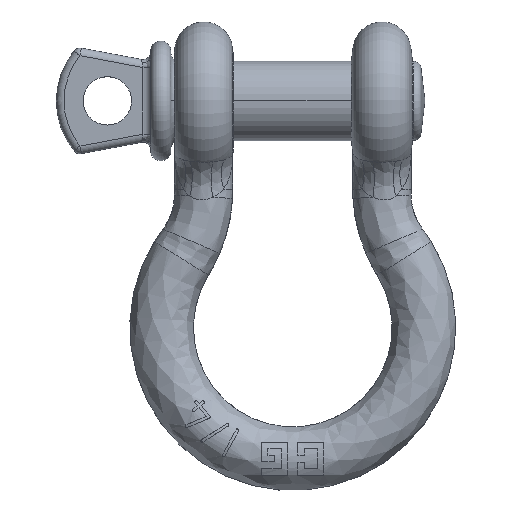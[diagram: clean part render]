
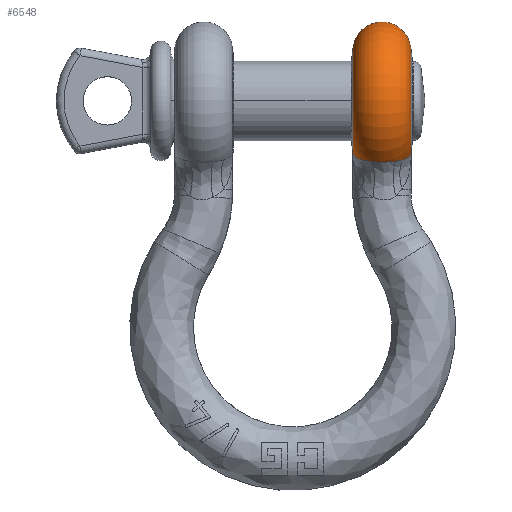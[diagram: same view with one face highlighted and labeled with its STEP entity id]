
A CAD part, top view. The second image highlights one B-rep face of the part: STEP entity #6548.
In plain terms, the highlighted toroidal (fillet/blend) face has major radius 4.976 mm and minor radius 2.898 mm.
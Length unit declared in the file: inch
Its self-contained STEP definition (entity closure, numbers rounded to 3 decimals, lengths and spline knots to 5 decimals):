
#1326=CARTESIAN_POINT('',(0.31401,-0.23923,
0.18786));
#1327=CARTESIAN_POINT('',(0.31889,-0.23968,
0.18991));
#1328=CARTESIAN_POINT('',(0.32888,-0.24039,
0.19316));
#1329=CARTESIAN_POINT('',(0.3442,-0.24085,
0.19548));
#1330=CARTESIAN_POINT('',(0.35956,-0.2407,
0.19526));
#1331=CARTESIAN_POINT('',(0.37454,-0.23999,
0.19253));
#1332=CARTESIAN_POINT('',(0.38895,-0.2388,
0.18734));
#1333=CARTESIAN_POINT('',(0.3984,-0.23767,
0.18202));
#1334=CARTESIAN_POINT('',(0.40298,-0.23701,
0.17891));
#1359=CARTESIAN_POINT('',(0.27163,-0.23181,
0.15495));
#1360=CARTESIAN_POINT('',(0.27567,-0.23295,
0.16011));
#1361=CARTESIAN_POINT('',(0.28437,-0.23508,
0.16944));
#1362=CARTESIAN_POINT('',(0.29873,-0.23757,
0.18039));
#1363=CARTESIAN_POINT('',(0.30887,-0.23875,
0.1857));
#1364=CARTESIAN_POINT('',(0.31401,-0.23923,
0.18786));
#1580=CARTESIAN_POINT('',(0.40298,-0.23701,
-0.17891));
#1581=CARTESIAN_POINT('',(0.3984,-0.23767,
-0.18202));
#1582=CARTESIAN_POINT('',(0.38895,-0.2388,
-0.18734));
#1583=CARTESIAN_POINT('',(0.37454,-0.23999,
-0.19253));
#1584=CARTESIAN_POINT('',(0.35956,-0.2407,
-0.19526));
#1585=CARTESIAN_POINT('',(0.3442,-0.24085,
-0.19548));
#1586=CARTESIAN_POINT('',(0.32888,-0.24039,
-0.19316));
#1587=CARTESIAN_POINT('',(0.31889,-0.23968,
-0.18991));
#1588=CARTESIAN_POINT('',(0.31401,-0.23923,
-0.18786));
#1602=CARTESIAN_POINT('',(0.31401,-0.23923,
-0.18786));
#1603=CARTESIAN_POINT('',(0.30887,-0.23875,
-0.1857));
#1604=CARTESIAN_POINT('',(0.29873,-0.23757,
-0.18039));
#1605=CARTESIAN_POINT('',(0.28437,-0.23508,
-0.16944));
#1606=CARTESIAN_POINT('',(0.27567,-0.23295,
-0.16011));
#1607=CARTESIAN_POINT('',(0.27163,-0.23181,
-0.15495));
#1677=CARTESIAN_POINT('',(0.27163,-0.23181,
-0.15495));
#1678=CARTESIAN_POINT('',(0.26771,-0.2307,
-0.14994));
#1679=CARTESIAN_POINT('',(0.26014,-0.22819,
-0.13863));
#1680=CARTESIAN_POINT('',(0.25053,-0.2237,
-0.11792));
#1681=CARTESIAN_POINT('',(0.24319,-0.21832,
-0.09341));
#1682=CARTESIAN_POINT('',(0.23867,-0.2124,
-0.06674));
#1683=CARTESIAN_POINT('',(0.23722,-0.20803,
-0.04876));
#1684=CARTESIAN_POINT('',(0.23676,-0.20605,
-0.03956));
#1686=CARTESIAN_POINT('',(0.46324,0.,0.));
#1687=DIRECTION('',(1.,0.,0.));
#1688=DIRECTION('',(0.,-0.982,-0.189));
#1689=AXIS2_PLACEMENT_3D('',#1686,#1687,#1688);
#1691=CARTESIAN_POINT('',(0.46324,0.,0.));
#1692=DIRECTION('',(-1.,0.,0.));
#1693=DIRECTION('',(0.,-0.982,0.189));
#1694=AXIS2_PLACEMENT_3D('',#1691,#1692,#1693);
#1708=CARTESIAN_POINT('',(0.42837,-0.23181,
-0.15495));
#1709=CARTESIAN_POINT('',(0.42577,-0.23254,
-0.15827));
#1710=CARTESIAN_POINT('',(0.42036,-0.2339,
-0.16448));
#1711=CARTESIAN_POINT('',(0.41187,-0.23562,
-0.17242));
#1712=CARTESIAN_POINT('',(0.40597,-0.23657,
-0.17688));
#1713=CARTESIAN_POINT('',(0.40298,-0.23701,
-0.17891));
#1729=CARTESIAN_POINT('',(0.46324,-0.20605,
-0.03956));
#1730=CARTESIAN_POINT('',(0.46277,-0.2081,
-0.04887));
#1731=CARTESIAN_POINT('',(0.46129,-0.21244,
-0.06704));
#1732=CARTESIAN_POINT('',(0.45682,-0.21832,
-0.09331));
#1733=CARTESIAN_POINT('',(0.44943,-0.22373,
-0.11806));
#1734=CARTESIAN_POINT('',(0.43985,-0.22819,
-0.13865));
#1735=CARTESIAN_POINT('',(0.43229,-0.2307,
-0.14994));
#1736=CARTESIAN_POINT('',(0.42837,-0.23181,
-0.15495));
#1844=CARTESIAN_POINT('',(0.46324,-0.20605,
0.03956));
#1881=CARTESIAN_POINT('',(0.42837,-0.23181,
0.15495));
#1882=CARTESIAN_POINT('',(0.43228,-0.2307,
0.14995));
#1883=CARTESIAN_POINT('',(0.43984,-0.2282,
0.13865));
#1884=CARTESIAN_POINT('',(0.44942,-0.22373,
0.11807));
#1885=CARTESIAN_POINT('',(0.45682,-0.21832,
0.09333));
#1886=CARTESIAN_POINT('',(0.46129,-0.21246,
0.06709));
#1887=CARTESIAN_POINT('',(0.46278,-0.20809,
0.04889));
#1888=CARTESIAN_POINT('',(0.46324,-0.20605,
0.03956));
#1902=CARTESIAN_POINT('',(0.40298,-0.23701,
0.17891));
#1903=CARTESIAN_POINT('',(0.40597,-0.23657,
0.17688));
#1904=CARTESIAN_POINT('',(0.41187,-0.23562,
0.17242));
#1905=CARTESIAN_POINT('',(0.42036,-0.2339,
0.16448));
#1906=CARTESIAN_POINT('',(0.42577,-0.23254,
0.15827));
#1907=CARTESIAN_POINT('',(0.42837,-0.23181,
0.15495));
#1934=CARTESIAN_POINT('',(0.23676,-0.20605,
0.03956));
#1935=CARTESIAN_POINT('',(0.23721,-0.20803,
0.04871));
#1936=CARTESIAN_POINT('',(0.23865,-0.21236,
0.06662));
#1937=CARTESIAN_POINT('',(0.2432,-0.21834,
0.09345));
#1938=CARTESIAN_POINT('',(0.25054,-0.22371,
0.11795));
#1939=CARTESIAN_POINT('',(0.26014,-0.22819,
0.13864));
#1940=CARTESIAN_POINT('',(0.26771,-0.2307,
0.14994));
#1941=CARTESIAN_POINT('',(0.27163,-0.23181,
0.15495));
#2044=CARTESIAN_POINT('',(0.23676,0.,0.));
#2045=DIRECTION('',(1.,0.,0.));
#2046=DIRECTION('',(0.,-0.982,-0.189));
#2047=AXIS2_PLACEMENT_3D('',#2044,#2045,#2046);
#2086=CARTESIAN_POINT('',(0.23676,0.,0.));
#2087=DIRECTION('',(-1.,0.,0.));
#2088=DIRECTION('',(0.,-0.982,0.189));
#2089=AXIS2_PLACEMENT_3D('',#2086,#2087,#2088);
#2801=VERTEX_POINT('',#1677);
#2802=VERTEX_POINT('',#1684);
#2804=VERTEX_POINT('',#1602);
#2807=VERTEX_POINT('',#1729);
#2808=VERTEX_POINT('',#1736);
#2816=VERTEX_POINT('',#1844);
#2818=VERTEX_POINT('',#1881);
#2821=VERTEX_POINT('',#1359);
#2822=VERTEX_POINT('',#1364);
#2824=VERTEX_POINT('',#1934);
#2861=CARTESIAN_POINT('',(0.46324,0.20982,0.));
#2862=VERTEX_POINT('',#2861);
#2863=CARTESIAN_POINT('',(0.23676,0.20982,0.));
#2864=VERTEX_POINT('',#2863);
#2914=VERTEX_POINT('',#1902);
#2916=VERTEX_POINT('',#1580);
#6518=CARTESIAN_POINT('',(0.35,0.,0.));
#6519=DIRECTION('',(1.,0.,0.));
#6520=DIRECTION('',(0.,1.,0.));
#6521=AXIS2_PLACEMENT_3D('',#6518,#6519,#6520);
#6522=TOROIDAL_SURFACE('',#6521,0.19591,0.11409);
#6523=ORIENTED_EDGE('',*,*,#6511,.F.);
#6524=ORIENTED_EDGE('',*,*,#6254,.F.);
#6525=ORIENTED_EDGE('',*,*,#6213,.F.);
#6527=ORIENTED_EDGE('',*,*,#6526,.F.);
#6529=ORIENTED_EDGE('',*,*,#6528,.F.);
#6531=ORIENTED_EDGE('',*,*,#6530,.T.);
#6533=ORIENTED_EDGE('',*,*,#6532,.F.);
#6535=ORIENTED_EDGE('',*,*,#6534,.F.);
#6537=ORIENTED_EDGE('',*,*,#6536,.F.);
#6538=ORIENTED_EDGE('',*,*,#5498,.F.);
#6539=ORIENTED_EDGE('',*,*,#5543,.F.);
#6541=ORIENTED_EDGE('',*,*,#6540,.F.);
#6543=ORIENTED_EDGE('',*,*,#6542,.T.);
#6545=ORIENTED_EDGE('',*,*,#6544,.F.);
#6546=EDGE_LOOP('',(#6523,#6524,#6525,#6527,#6529,#6531,#6533,#6535,#6537,#6538,
#6539,#6541,#6543,#6545));
#6547=FACE_OUTER_BOUND('',#6546,.F.);
#6548=ADVANCED_FACE('',(#6547),#6522,.T.);
#1335=B_SPLINE_CURVE_WITH_KNOTS('',3,(#1326,#1327,#1328,#1329,#1330,#1331,#1332,
#1333,#1334),.UNSPECIFIED.,.F.,.F.,(4,1,1,1,1,1,4),(0.,0.16667,
0.33333,0.5,0.66667,0.83333,1.),
.UNSPECIFIED.);
#1365=B_SPLINE_CURVE_WITH_KNOTS('',3,(#1359,#1360,#1361,#1362,#1363,#1364),
.UNSPECIFIED.,.F.,.F.,(4,1,1,4),(0.,0.33333,0.66667,1.),
.UNSPECIFIED.);
#1589=B_SPLINE_CURVE_WITH_KNOTS('',3,(#1580,#1581,#1582,#1583,#1584,#1585,#1586,
#1587,#1588),.UNSPECIFIED.,.F.,.F.,(4,1,1,1,1,1,4),(0.,0.16667,
0.33333,0.5,0.66667,0.83333,1.),
.UNSPECIFIED.);
#1608=B_SPLINE_CURVE_WITH_KNOTS('',3,(#1602,#1603,#1604,#1605,#1606,#1607),
.UNSPECIFIED.,.F.,.F.,(4,1,1,4),(0.,0.33333,0.66667,1.),
.UNSPECIFIED.);
#1685=B_SPLINE_CURVE_WITH_KNOTS('',3,(#1677,#1678,#1679,#1680,#1681,#1682,#1683,
#1684),.UNSPECIFIED.,.F.,.F.,(4,1,1,1,1,4),(0.,0.2,0.4,0.6,0.8,1.),
.UNSPECIFIED.);
#1690=CIRCLE('',#1689,0.20982);
#1695=CIRCLE('',#1694,0.20982);
#1714=B_SPLINE_CURVE_WITH_KNOTS('',3,(#1708,#1709,#1710,#1711,#1712,#1713),
.UNSPECIFIED.,.F.,.F.,(4,1,1,4),(0.,0.33333,0.66667,1.),
.UNSPECIFIED.);
#1737=B_SPLINE_CURVE_WITH_KNOTS('',3,(#1729,#1730,#1731,#1732,#1733,#1734,#1735,
#1736),.UNSPECIFIED.,.F.,.F.,(4,1,1,1,1,4),(0.,0.2,0.4,0.6,0.8,1.),
.UNSPECIFIED.);
#1889=B_SPLINE_CURVE_WITH_KNOTS('',3,(#1881,#1882,#1883,#1884,#1885,#1886,#1887,
#1888),.UNSPECIFIED.,.F.,.F.,(4,1,1,1,1,4),(0.,0.2,0.4,0.6,0.8,1.),
.UNSPECIFIED.);
#1908=B_SPLINE_CURVE_WITH_KNOTS('',3,(#1902,#1903,#1904,#1905,#1906,#1907),
.UNSPECIFIED.,.F.,.F.,(4,1,1,4),(0.,0.33333,0.66667,1.),
.UNSPECIFIED.);
#1942=B_SPLINE_CURVE_WITH_KNOTS('',3,(#1934,#1935,#1936,#1937,#1938,#1939,#1940,
#1941),.UNSPECIFIED.,.F.,.F.,(4,1,1,1,1,4),(0.,0.2,0.4,0.6,0.8,1.),
.UNSPECIFIED.);
#2048=CIRCLE('',#2047,0.20982);
#2090=CIRCLE('',#2089,0.20982);
#5498=EDGE_CURVE('',#2822,#2914,#1335,.T.);
#5543=EDGE_CURVE('',#2821,#2822,#1365,.T.);
#6213=EDGE_CURVE('',#2916,#2804,#1589,.T.);
#6254=EDGE_CURVE('',#2804,#2801,#1608,.T.);
#6511=EDGE_CURVE('',#2801,#2802,#1685,.T.);
#6526=EDGE_CURVE('',#2808,#2916,#1714,.T.);
#6528=EDGE_CURVE('',#2807,#2808,#1737,.T.);
#6530=EDGE_CURVE('',#2807,#2862,#1690,.T.);
#6532=EDGE_CURVE('',#2816,#2862,#1695,.T.);
#6534=EDGE_CURVE('',#2818,#2816,#1889,.T.);
#6536=EDGE_CURVE('',#2914,#2818,#1908,.T.);
#6540=EDGE_CURVE('',#2824,#2821,#1942,.T.);
#6542=EDGE_CURVE('',#2824,#2864,#2090,.T.);
#6544=EDGE_CURVE('',#2802,#2864,#2048,.T.);
